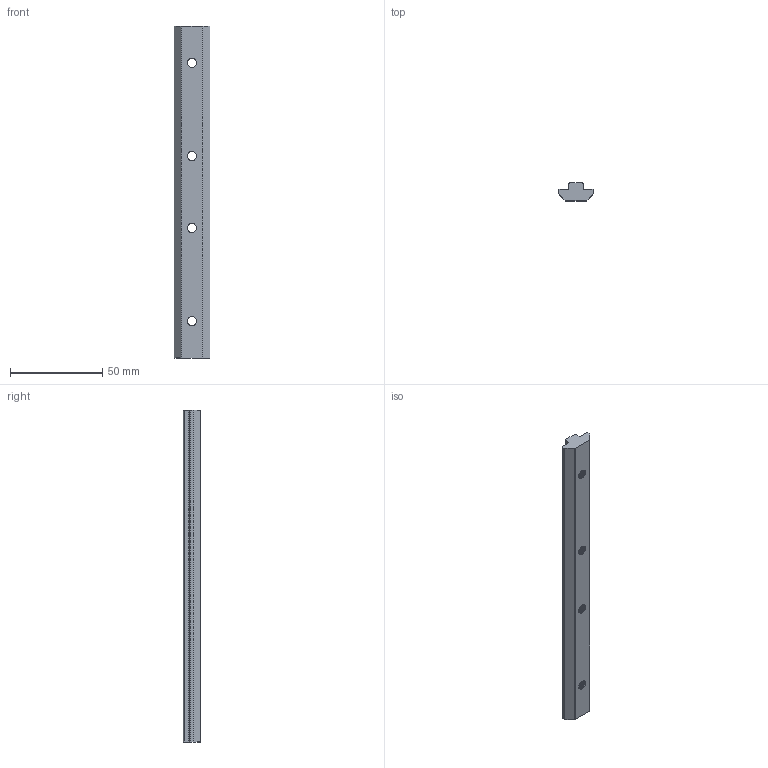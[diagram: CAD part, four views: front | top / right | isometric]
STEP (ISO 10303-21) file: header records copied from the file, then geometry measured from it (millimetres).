
FILE_DESCRIPTION (( 'STEP AP214' ), '1' );
FILE_NAME ('40槽条连接件（欧标】）.STEP', '2019-07-26T00:49:08', ( '微软用户' ), ( '微软中国' ), 'SwSTEP 2.0', 'SolidWorks 2015', '' );
FILE_SCHEMA (( 'AUTOMOTIVE_DESIGN' ));
Length unit declared in the file: millimetre
Products named in the file (1): 40羞沭蟀諉璃ㄗ韁梓▼ㄘ
Bounding box: 19.5 x 9.5 x 180 mm (x, y, z)
Volume: 22029.9 mm3; surface area: 10476.9 mm2
Topology: 1 solids, 1 shells, 344 faces, 995 edges, 662 vertices
Faces by surface type: cylinder 166, plane 142, bspline 36
Entity records: 22032 total; most frequent: CARTESIAN_POINT 13763, ORIENTED_EDGE 1990, DIRECTION 1264, EDGE_CURVE 995, VERTEX_POINT 662, VECTOR 566, LINE 566, B_SPLINE_CURVE_WITH_KNOTS 389
